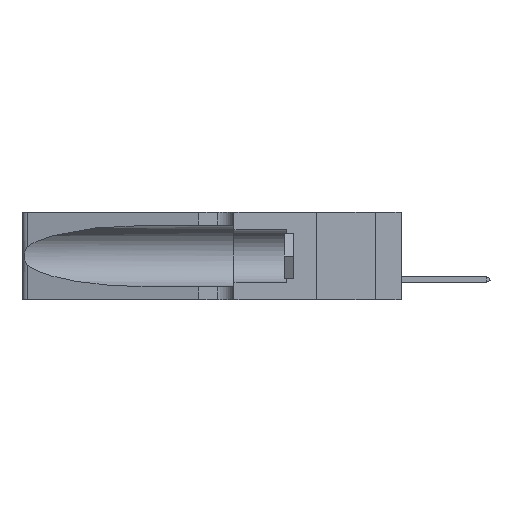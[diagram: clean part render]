
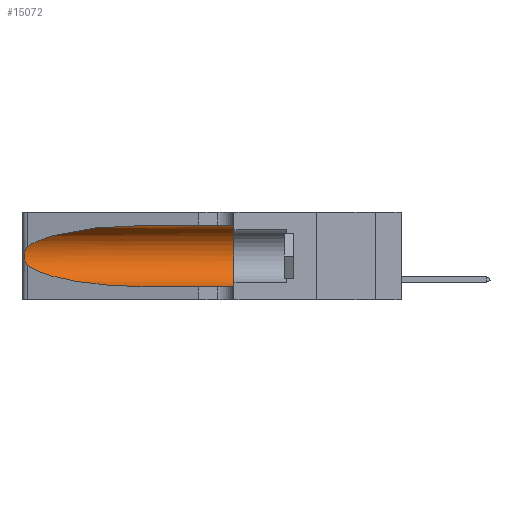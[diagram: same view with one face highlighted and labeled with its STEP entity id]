
A CAD part, left-side view. The second image highlights one B-rep face of the part: STEP entity #15072.
In plain terms, the highlighted cylindrical face has radius 3.308 mm (diameter 6.617 mm), a partial arc.
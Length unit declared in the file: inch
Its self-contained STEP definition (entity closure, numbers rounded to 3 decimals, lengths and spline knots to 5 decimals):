
#337 = CARTESIAN_POINT ( 'NONE',  ( 0.25639, 1.23186, 0.15144 ) ) ;
#790 = CARTESIAN_POINT ( 'NONE',  ( 0.25639, 1.23184, 0.21858 ) ) ;
#1025 = CARTESIAN_POINT ( 'NONE',  ( 0.1305, 1.61858, 0.185 ) ) ;
#1363 = DIRECTION ( 'NONE',  ( 0., -1., 0. ) ) ;
#1592 = CARTESIAN_POINT ( 'NONE',  ( 0.1305, 1.61858, 0.31525 ) ) ;
#3909 = DIRECTION ( 'NONE',  ( 0., 0., -1. ) ) ;
#4463 = EDGE_LOOP ( 'NONE', ( #28131, #22279, #8361, #21158, #14583, #6910 ) ) ;
#4529 = CARTESIAN_POINT ( 'NONE',  ( 0.1305, 0.35, 0.185 ) ) ;
#5863 = CARTESIAN_POINT ( 'NONE',  ( 0.25854, 1.2359, 0.20912 ) ) ;
#6263 = CARTESIAN_POINT ( 'NONE',  ( 0.1305, 0.35, 0.31525 ) ) ;
#6655 = B_SPLINE_CURVE_WITH_KNOTS ( 'NONE', 3,
 ( #18122, #15602, #790, #23389, #5863, #23086, #28500, #18234, #25514, #23291, #18347, #337, #10743, #20650 ),
 .UNSPECIFIED., .F., .F.,
 ( 4, 2, 2, 2, 2, 2, 4 ),
 ( 0., 0.00027, 0.00053, 0.00107, 0.0016, 0.00187, 0.00214 ),
 .UNSPECIFIED. ) ;
#6691 = VERTEX_POINT ( 'NONE', #30149 ) ;
#6795 = DIRECTION ( 'NONE',  ( 0., 1., 0. ) ) ;
#6910 = ORIENTED_EDGE ( 'NONE', *, *, #8518, .F. ) ;
#7243 = VECTOR ( 'NONE', #7779, 39.37008 ) ;
#7250 = VECTOR ( 'NONE', #1363, 39.37008 ) ;
#7779 = DIRECTION ( 'NONE',  ( 0., -1., 0. ) ) ;
#7815 = EDGE_CURVE ( 'NONE', #32566, #7862, #23753, .T. ) ;
#7862 = VERTEX_POINT ( 'NONE', #31702 ) ;
#8361 = ORIENTED_EDGE ( 'NONE', *, *, #24087, .T. ) ;
#8467 = CYLINDRICAL_SURFACE ( 'NONE', #20842, 0.13025 ) ;
#8518 = EDGE_CURVE ( 'NONE', #24521, #10244, #13960, .T. ) ;
#8628 = EDGE_CURVE ( 'NONE', #10244, #7862, #13541, .T. ) ;
#9865 = VERTEX_POINT ( 'NONE', #11261 ) ;
#10209 = CARTESIAN_POINT ( 'NONE',  ( 0.2373, 1.15595, 0.28018 ) ) ;
#10244 = VERTEX_POINT ( 'NONE', #6263 ) ;
#10743 = CARTESIAN_POINT ( 'NONE',  ( 0.25555, 1.22993, 0.14849 ) ) ;
#10874 =( BOUNDED_CURVE ( )  B_SPLINE_CURVE ( 3, ( #19810, #27330, #10209, #11999 ),
 .UNSPECIFIED., .F., .F. ) 
 B_SPLINE_CURVE_WITH_KNOTS ( ( 4, 4 ),
 ( 1.5708, 2.84003 ),
 .UNSPECIFIED. ) 
 CURVE ( )  GEOMETRIC_REPRESENTATION_ITEM ( )  RATIONAL_B_SPLINE_CURVE ( ( 1., 0.87, 0.87, 1. ) ) 
 REPRESENTATION_ITEM ( '' )  );
#11241 = CARTESIAN_POINT ( 'NONE',  ( 0.18966, 0.96281, 0.05475 ) ) ;
#11261 = CARTESIAN_POINT ( 'NONE',  ( 0.25487, 1.22718, 0.14631 ) ) ;
#11869 = DIRECTION ( 'NONE',  ( 0., 0., 1. ) ) ;
#11999 = CARTESIAN_POINT ( 'NONE',  ( 0.25487, 1.22718, 0.22369 ) ) ;
#12186 = CARTESIAN_POINT ( 'NONE',  ( 0.1305, 0.72297, 0.05475 ) ) ;
#12333 = CARTESIAN_POINT ( 'NONE',  ( 0.1305, 0.72297, 0.31525 ) ) ;
#13143 = CARTESIAN_POINT ( 'NONE',  ( 0.25487, 1.22718, 0.14631 ) ) ;
#13541 = CIRCLE ( 'NONE', #14410, 0.13025 ) ;
#13960 = LINE ( 'NONE', #1592, #7250 ) ;
#14410 = AXIS2_PLACEMENT_3D ( 'NONE', #4529, #6795, #11869 ) ;
#14583 = ORIENTED_EDGE ( 'NONE', *, *, #8628, .F. ) ;
#15072 = ADVANCED_FACE ( 'NONE', ( #15595 ), #8467, .F. ) ;
#15595 = FACE_OUTER_BOUND ( 'NONE', #4463, .T. ) ;
#15602 = CARTESIAN_POINT ( 'NONE',  ( 0.25555, 1.22994, 0.2215 ) ) ;
#15677 = CARTESIAN_POINT ( 'NONE',  ( 0.1305, 0.72297, 0.05475 ) ) ;
#18122 = CARTESIAN_POINT ( 'NONE',  ( 0.25487, 1.22718, 0.22369 ) ) ;
#18234 = CARTESIAN_POINT ( 'NONE',  ( 0.26075, 1.23896, 0.178 ) ) ;
#18347 = CARTESIAN_POINT ( 'NONE',  ( 0.25789, 1.23486, 0.15765 ) ) ;
#19810 = CARTESIAN_POINT ( 'NONE',  ( 0.1305, 0.72297, 0.31525 ) ) ;
#20650 = CARTESIAN_POINT ( 'NONE',  ( 0.25487, 1.22718, 0.14631 ) ) ;
#20842 = AXIS2_PLACEMENT_3D ( 'NONE', #1025, #23616, #3909 ) ;
#21158 = ORIENTED_EDGE ( 'NONE', *, *, #7815, .T. ) ;
#21521 = CARTESIAN_POINT ( 'NONE',  ( 0.2373, 1.15595, 0.08982 ) ) ;
#22279 = ORIENTED_EDGE ( 'NONE', *, *, #27172, .T. ) ;
#23086 = CARTESIAN_POINT ( 'NONE',  ( 0.26018, 1.23835, 0.19895 ) ) ;
#23291 = CARTESIAN_POINT ( 'NONE',  ( 0.25856, 1.23593, 0.16098 ) ) ;
#23389 = CARTESIAN_POINT ( 'NONE',  ( 0.25787, 1.23484, 0.2124 ) ) ;
#23616 = DIRECTION ( 'NONE',  ( 0., -1., 0. ) ) ;
#23753 = LINE ( 'NONE', #30171, #7243 ) ;
#24087 = EDGE_CURVE ( 'NONE', #9865, #32566, #26478, .T. ) ;
#24521 = VERTEX_POINT ( 'NONE', #12333 ) ;
#25514 = CARTESIAN_POINT ( 'NONE',  ( 0.26017, 1.23833, 0.17102 ) ) ;
#26478 =( BOUNDED_CURVE ( )  B_SPLINE_CURVE ( 3, ( #13143, #21521, #11241, #15677 ),
 .UNSPECIFIED., .F., .F. ) 
 B_SPLINE_CURVE_WITH_KNOTS ( ( 4, 4 ),
 ( 3.44316, 4.71239 ),
 .UNSPECIFIED. ) 
 CURVE ( )  GEOMETRIC_REPRESENTATION_ITEM ( )  RATIONAL_B_SPLINE_CURVE ( ( 1., 0.87, 0.87, 1. ) ) 
 REPRESENTATION_ITEM ( '' )  );
#27073 = EDGE_CURVE ( 'NONE', #24521, #6691, #10874, .T. ) ;
#27172 = EDGE_CURVE ( 'NONE', #6691, #9865, #6655, .T. ) ;
#27330 = CARTESIAN_POINT ( 'NONE',  ( 0.18966, 0.96281, 0.31525 ) ) ;
#28131 = ORIENTED_EDGE ( 'NONE', *, *, #27073, .T. ) ;
#28500 = CARTESIAN_POINT ( 'NONE',  ( 0.26075, 1.23896, 0.19203 ) ) ;
#30149 = CARTESIAN_POINT ( 'NONE',  ( 0.25487, 1.22718, 0.22369 ) ) ;
#30171 = CARTESIAN_POINT ( 'NONE',  ( 0.1305, 1.61858, 0.05475 ) ) ;
#31702 = CARTESIAN_POINT ( 'NONE',  ( 0.1305, 0.35, 0.05475 ) ) ;
#32566 = VERTEX_POINT ( 'NONE', #12186 ) ;
